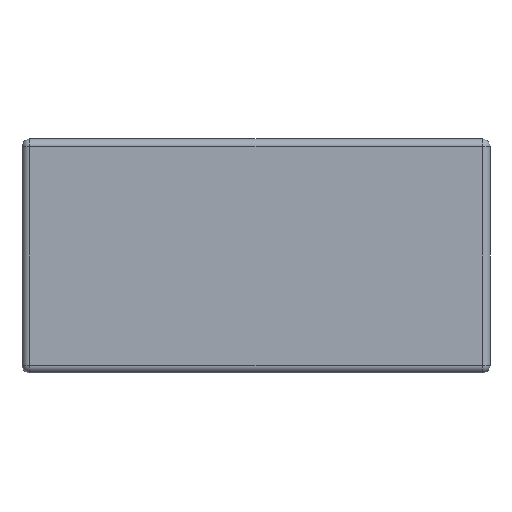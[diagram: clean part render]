
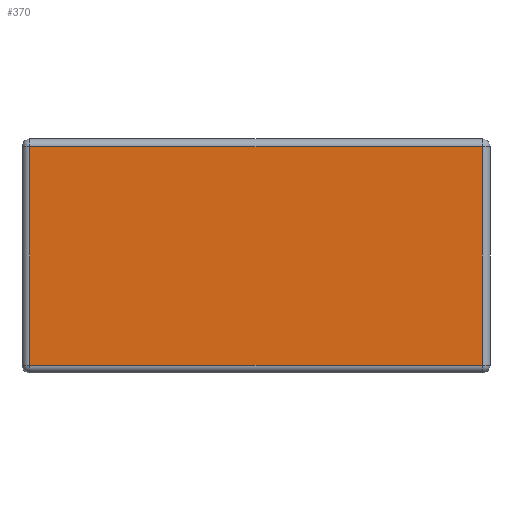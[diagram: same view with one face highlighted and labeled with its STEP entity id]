
A CAD part, front view. The second image highlights one B-rep face of the part: STEP entity #370.
In plain terms, the highlighted planar face has unit normal (0, -1, 0).
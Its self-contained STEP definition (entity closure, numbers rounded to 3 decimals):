
#117 = DIRECTION ( 'NONE',  ( 0., -1., 0. ) ) ;
#193 = LINE ( 'NONE', #1325, #1112 ) ;
#226 = DIRECTION ( 'NONE',  ( 0., 0., -1. ) ) ;
#265 = LINE ( 'NONE', #2133, #2212 ) ;
#291 = VECTOR ( 'NONE', #479, 1000. ) ;
#305 = CARTESIAN_POINT ( 'NONE',  ( 30., 0., -14. ) ) ;
#370 = ADVANCED_FACE ( 'NONE', ( #1745 ), #699, .T. ) ;
#419 = CARTESIAN_POINT ( 'NONE',  ( 29., 0., -14. ) ) ;
#428 = EDGE_CURVE ( 'NONE', #2167, #1038, #265, .T. ) ;
#462 = CARTESIAN_POINT ( 'NONE',  ( -29., 0., -14. ) ) ;
#479 = DIRECTION ( 'NONE',  ( 0., 0., 1. ) ) ;
#534 = EDGE_LOOP ( 'NONE', ( #1007, #2095, #2277, #1137 ) ) ;
#699 = PLANE ( 'NONE',  #1348 ) ;
#739 = EDGE_CURVE ( 'NONE', #1122, #2167, #1276, .T. ) ;
#860 = DIRECTION ( 'NONE',  ( 1., 0., 0. ) ) ;
#1007 = ORIENTED_EDGE ( 'NONE', *, *, #1440, .T. ) ;
#1024 = VERTEX_POINT ( 'NONE', #462 ) ;
#1038 = VERTEX_POINT ( 'NONE', #1234 ) ;
#1059 = DIRECTION ( 'NONE',  ( 0., 0., -1. ) ) ;
#1112 = VECTOR ( 'NONE', #226, 1000. ) ;
#1122 = VERTEX_POINT ( 'NONE', #419 ) ;
#1137 = ORIENTED_EDGE ( 'NONE', *, *, #428, .T. ) ;
#1234 = CARTESIAN_POINT ( 'NONE',  ( -29., 0., 14. ) ) ;
#1276 = LINE ( 'NONE', #1931, #291 ) ;
#1325 = CARTESIAN_POINT ( 'NONE',  ( -29., 0., -15. ) ) ;
#1348 = AXIS2_PLACEMENT_3D ( 'NONE', #2219, #117, #1059 ) ;
#1440 = EDGE_CURVE ( 'NONE', #1038, #1024, #193, .T. ) ;
#1745 = FACE_OUTER_BOUND ( 'NONE', #534, .T. ) ;
#1796 = CARTESIAN_POINT ( 'NONE',  ( 29., 0., 14. ) ) ;
#1814 = DIRECTION ( 'NONE',  ( -1., 0., 0. ) ) ;
#1856 = VECTOR ( 'NONE', #860, 1000. ) ;
#1916 = LINE ( 'NONE', #305, #1856 ) ;
#1931 = CARTESIAN_POINT ( 'NONE',  ( 29., 0., 15. ) ) ;
#2095 = ORIENTED_EDGE ( 'NONE', *, *, #2106, .T. ) ;
#2106 = EDGE_CURVE ( 'NONE', #1024, #1122, #1916, .T. ) ;
#2133 = CARTESIAN_POINT ( 'NONE',  ( -30., 0., 14. ) ) ;
#2167 = VERTEX_POINT ( 'NONE', #1796 ) ;
#2212 = VECTOR ( 'NONE', #1814, 1000. ) ;
#2219 = CARTESIAN_POINT ( 'NONE',  ( 0., 0., 0. ) ) ;
#2277 = ORIENTED_EDGE ( 'NONE', *, *, #739, .T. ) ;
